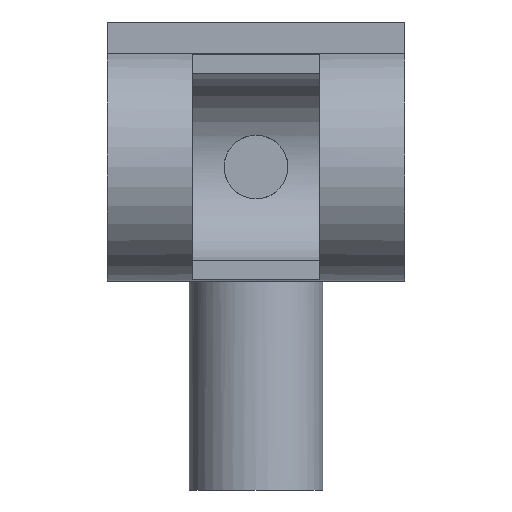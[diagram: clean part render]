
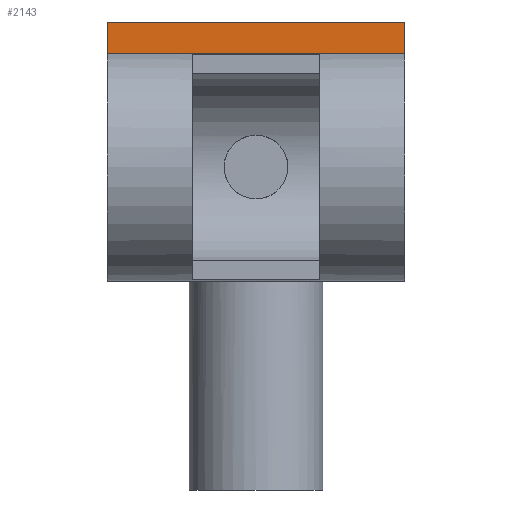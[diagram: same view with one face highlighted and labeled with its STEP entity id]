
A CAD part, front view. The second image highlights one B-rep face of the part: STEP entity #2143.
In plain terms, the highlighted planar face has unit normal (0, -1, 0).
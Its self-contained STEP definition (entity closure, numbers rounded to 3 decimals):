
#122 = LINE ( 'NONE', #1217, #631 ) ;
#282 = EDGE_LOOP ( 'NONE', ( #1113, #2956, #838, #2732 ) ) ;
#462 = CARTESIAN_POINT ( 'NONE',  ( -70., -9., 53.245 ) ) ;
#463 = CARTESIAN_POINT ( 'NONE',  ( -70., -9., 68.245 ) ) ;
#473 = EDGE_CURVE ( 'NONE', #1038, #2960, #2240, .T. ) ;
#619 = VECTOR ( 'NONE', #1516, 1000. ) ;
#631 = VECTOR ( 'NONE', #2137, 1000. ) ;
#684 = VERTEX_POINT ( 'NONE', #462 ) ;
#693 = VERTEX_POINT ( 'NONE', #1976 ) ;
#752 = CARTESIAN_POINT ( 'NONE',  ( 70., -9., 68.245 ) ) ;
#812 = CARTESIAN_POINT ( 'NONE',  ( 70., -9., 68.245 ) ) ;
#838 = ORIENTED_EDGE ( 'NONE', *, *, #473, .F. ) ;
#1021 = EDGE_CURVE ( 'NONE', #693, #684, #2642, .T. ) ;
#1038 = VERTEX_POINT ( 'NONE', #752 ) ;
#1082 = CARTESIAN_POINT ( 'NONE',  ( 70., -9., 68.245 ) ) ;
#1084 = DIRECTION ( 'NONE',  ( 0., 0., -1. ) ) ;
#1113 = ORIENTED_EDGE ( 'NONE', *, *, #1021, .T. ) ;
#1217 = CARTESIAN_POINT ( 'NONE',  ( 70., -9., 53.245 ) ) ;
#1440 = VECTOR ( 'NONE', #1084, 1000. ) ;
#1516 = DIRECTION ( 'NONE',  ( 0., 0., -1. ) ) ;
#1733 = EDGE_CURVE ( 'NONE', #1038, #693, #2932, .T. ) ;
#1803 = DIRECTION ( 'NONE',  ( -1., 0., 0. ) ) ;
#1976 = CARTESIAN_POINT ( 'NONE',  ( -70., -9., 68.245 ) ) ;
#2020 = AXIS2_PLACEMENT_3D ( 'NONE', #1082, #2022, #2928 ) ;
#2022 = DIRECTION ( 'NONE',  ( 0., 1., 0. ) ) ;
#2137 = DIRECTION ( 'NONE',  ( -1., 0., 0. ) ) ;
#2143 = ADVANCED_FACE ( 'NONE', ( #2239 ), #3150, .F. ) ;
#2239 = FACE_OUTER_BOUND ( 'NONE', #282, .T. ) ;
#2240 = LINE ( 'NONE', #3151, #1440 ) ;
#2277 = CARTESIAN_POINT ( 'NONE',  ( 70., -9., 53.245 ) ) ;
#2642 = LINE ( 'NONE', #463, #619 ) ;
#2732 = ORIENTED_EDGE ( 'NONE', *, *, #1733, .T. ) ;
#2745 = EDGE_CURVE ( 'NONE', #2960, #684, #122, .T. ) ;
#2928 = DIRECTION ( 'NONE',  ( 0., 0., 1. ) ) ;
#2932 = LINE ( 'NONE', #812, #3020 ) ;
#2956 = ORIENTED_EDGE ( 'NONE', *, *, #2745, .F. ) ;
#2960 = VERTEX_POINT ( 'NONE', #2277 ) ;
#3020 = VECTOR ( 'NONE', #1803, 1000. ) ;
#3150 = PLANE ( 'NONE',  #2020 ) ;
#3151 = CARTESIAN_POINT ( 'NONE',  ( 70., -9., 68.245 ) ) ;
